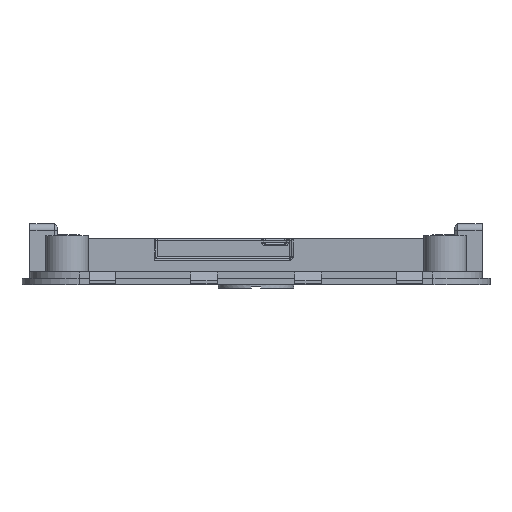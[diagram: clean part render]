
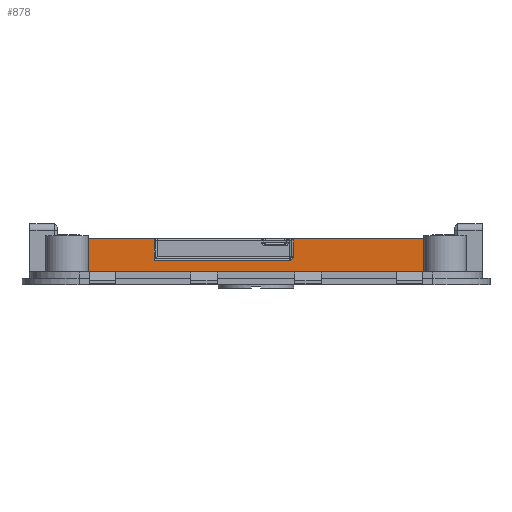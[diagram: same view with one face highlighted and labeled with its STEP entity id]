
A CAD part, front view. The second image highlights one B-rep face of the part: STEP entity #878.
In plain terms, the highlighted planar face has unit normal (0, -1, 0).
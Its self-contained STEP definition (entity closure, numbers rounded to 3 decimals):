
#1 = CARTESIAN_POINT ( 'NONE',  ( -29.75, -64.396, 2. ) ) ;
#354 = EDGE_LOOP ( 'NONE', ( #21573, #7186, #18594, #12670, #1254, #20127, #20920, #15811, #16085 ) ) ;
#680 = DIRECTION ( 'NONE',  ( -1., 0., 0. ) ) ;
#786 = VERTEX_POINT ( 'NONE', #21203 ) ;
#878 = ADVANCED_FACE ( 'NONE', ( #17852 ), #9196, .T. ) ;
#975 = DIRECTION ( 'NONE',  ( 0., 0., -1. ) ) ;
#1254 = ORIENTED_EDGE ( 'NONE', *, *, #19994, .T. ) ;
#1888 = EDGE_CURVE ( 'NONE', #11282, #19862, #6200, .T. ) ;
#2377 = CARTESIAN_POINT ( 'NONE',  ( 0., -64.396, 7. ) ) ;
#3826 = VERTEX_POINT ( 'NONE', #13262 ) ;
#3853 = CARTESIAN_POINT ( 'NONE',  ( 0., -64.396, 7. ) ) ;
#3963 = CARTESIAN_POINT ( 'NONE',  ( -15.465, -64.396, 7. ) ) ;
#4510 = DIRECTION ( 'NONE',  ( 0., 0., 1. ) ) ;
#4650 = CARTESIAN_POINT ( 'NONE',  ( 5.133, -64.396, 4.28 ) ) ;
#5185 = CARTESIAN_POINT ( 'NONE',  ( 0., -64.396, 2. ) ) ;
#5874 = DIRECTION ( 'NONE',  ( -1., 0., 0. ) ) ;
#6200 = LINE ( 'NONE', #20378, #17352 ) ;
#7186 = ORIENTED_EDGE ( 'NONE', *, *, #15758, .T. ) ;
#7664 = LINE ( 'NONE', #17683, #10486 ) ;
#8376 = VECTOR ( 'NONE', #10030, 1000. ) ;
#8741 = EDGE_CURVE ( 'NONE', #13076, #13199, #7664, .T. ) ;
#9196 = PLANE ( 'NONE',  #20842 ) ;
#9304 = CARTESIAN_POINT ( 'NONE',  ( 0., -64.396, 0. ) ) ;
#9684 = VERTEX_POINT ( 'NONE', #1 ) ;
#9739 = DIRECTION ( 'NONE',  ( 0., 0., -1. ) ) ;
#9951 = EDGE_CURVE ( 'NONE', #11464, #13076, #18564, .T. ) ;
#9966 = DIRECTION ( 'NONE',  ( 0., 0., -1. ) ) ;
#10030 = DIRECTION ( 'NONE',  ( -1., 0., 0. ) ) ;
#10486 = VECTOR ( 'NONE', #19260, 1000. ) ;
#10847 = VERTEX_POINT ( 'NONE', #18942 ) ;
#10992 = VECTOR ( 'NONE', #975, 1000. ) ;
#11282 = VERTEX_POINT ( 'NONE', #12316 ) ;
#11464 = VERTEX_POINT ( 'NONE', #18856 ) ;
#12058 = DIRECTION ( 'NONE',  ( 1., 0., 0. ) ) ;
#12316 = CARTESIAN_POINT ( 'NONE',  ( 29.75, -64.396, 2. ) ) ;
#12670 = ORIENTED_EDGE ( 'NONE', *, *, #1888, .T. ) ;
#13076 = VERTEX_POINT ( 'NONE', #22198 ) ;
#13199 = VERTEX_POINT ( 'NONE', #3963 ) ;
#13262 = CARTESIAN_POINT ( 'NONE',  ( 5.633, -64.396, 4.28 ) ) ;
#13758 = CARTESIAN_POINT ( 'NONE',  ( -29.75, -64.396, 2. ) ) ;
#14657 = VECTOR ( 'NONE', #5874, 1000. ) ;
#14742 = CARTESIAN_POINT ( 'NONE',  ( -15.215, -64.396, 3.78 ) ) ;
#15007 = VECTOR ( 'NONE', #680, 1000. ) ;
#15102 = LINE ( 'NONE', #5185, #15621 ) ;
#15252 = VECTOR ( 'NONE', #9966, 1000. ) ;
#15451 = LINE ( 'NONE', #13758, #15252 ) ;
#15621 = VECTOR ( 'NONE', #12058, 1000. ) ;
#15758 = EDGE_CURVE ( 'NONE', #786, #9684, #15451, .T. ) ;
#15811 = ORIENTED_EDGE ( 'NONE', *, *, #9951, .T. ) ;
#16085 = ORIENTED_EDGE ( 'NONE', *, *, #8741, .T. ) ;
#16150 = DIRECTION ( 'NONE',  ( 0., 0., -1. ) ) ;
#16171 = EDGE_CURVE ( 'NONE', #9684, #11282, #15102, .T. ) ;
#17143 = CARTESIAN_POINT ( 'NONE',  ( 29.75, -64.396, 7. ) ) ;
#17352 = VECTOR ( 'NONE', #4510, 1000. ) ;
#17683 = CARTESIAN_POINT ( 'NONE',  ( -15.465, -64.396, 7. ) ) ;
#17741 = DIRECTION ( 'NONE',  ( 0., -1., 0. ) ) ;
#17852 = FACE_OUTER_BOUND ( 'NONE', #354, .T. ) ;
#18274 = CIRCLE ( 'NONE', #18637, 0.5 ) ;
#18564 = LINE ( 'NONE', #14742, #8376 ) ;
#18594 = ORIENTED_EDGE ( 'NONE', *, *, #16171, .T. ) ;
#18637 = AXIS2_PLACEMENT_3D ( 'NONE', #4650, #21969, #9739 ) ;
#18745 = EDGE_CURVE ( 'NONE', #10847, #3826, #19779, .T. ) ;
#18856 = CARTESIAN_POINT ( 'NONE',  ( 5.133, -64.396, 3.78 ) ) ;
#18942 = CARTESIAN_POINT ( 'NONE',  ( 5.633, -64.396, 7. ) ) ;
#19260 = DIRECTION ( 'NONE',  ( 0., 0., 1. ) ) ;
#19381 = LINE ( 'NONE', #2377, #15007 ) ;
#19779 = LINE ( 'NONE', #21567, #10992 ) ;
#19862 = VERTEX_POINT ( 'NONE', #17143 ) ;
#19994 = EDGE_CURVE ( 'NONE', #19862, #10847, #19381, .T. ) ;
#20023 = EDGE_CURVE ( 'NONE', #13199, #786, #21275, .T. ) ;
#20127 = ORIENTED_EDGE ( 'NONE', *, *, #18745, .T. ) ;
#20378 = CARTESIAN_POINT ( 'NONE',  ( 29.75, -64.396, 7. ) ) ;
#20840 = EDGE_CURVE ( 'NONE', #11464, #3826, #18274, .T. ) ;
#20842 = AXIS2_PLACEMENT_3D ( 'NONE', #9304, #17741, #16150 ) ;
#20920 = ORIENTED_EDGE ( 'NONE', *, *, #20840, .F. ) ;
#21203 = CARTESIAN_POINT ( 'NONE',  ( -29.75, -64.396, 7. ) ) ;
#21275 = LINE ( 'NONE', #3853, #14657 ) ;
#21567 = CARTESIAN_POINT ( 'NONE',  ( 5.633, -64.396, 4.03 ) ) ;
#21573 = ORIENTED_EDGE ( 'NONE', *, *, #20023, .T. ) ;
#21969 = DIRECTION ( 'NONE',  ( 0., -1., 0. ) ) ;
#22198 = CARTESIAN_POINT ( 'NONE',  ( -15.465, -64.396, 3.78 ) ) ;
